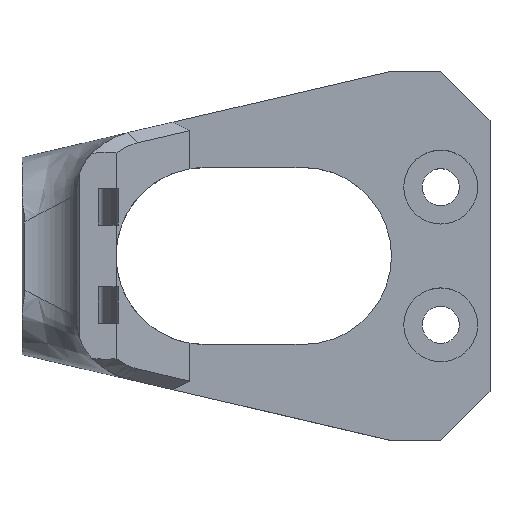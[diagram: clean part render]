
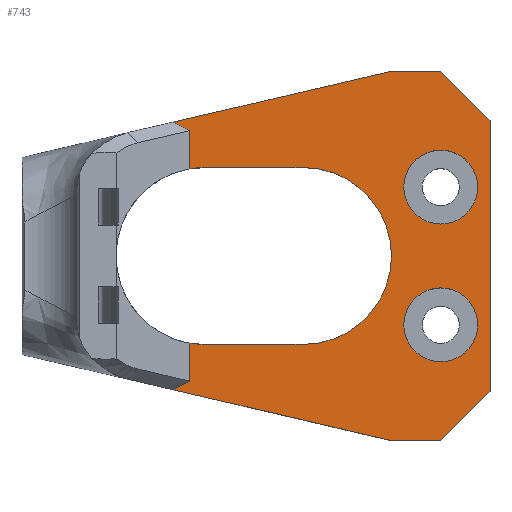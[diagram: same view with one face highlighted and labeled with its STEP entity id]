
A CAD part, top view. The second image highlights one B-rep face of the part: STEP entity #743.
In plain terms, the highlighted planar face has unit normal (0, 0, 1).
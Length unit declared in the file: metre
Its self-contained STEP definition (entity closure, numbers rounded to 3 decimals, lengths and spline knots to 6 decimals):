
#27=CIRCLE('',#798,0.003);
#28=CIRCLE('',#799,0.003);
#29=CIRCLE('',#800,0.00718);
#30=CIRCLE('',#801,0.00718);
#31=CIRCLE('',#802,0.00718);
#108=ORIENTED_EDGE('',*,*,#326,.F.);
#109=ORIENTED_EDGE('',*,*,#327,.F.);
#110=ORIENTED_EDGE('',*,*,#328,.F.);
#111=ORIENTED_EDGE('',*,*,#329,.T.);
#112=ORIENTED_EDGE('',*,*,#330,.F.);
#113=ORIENTED_EDGE('',*,*,#331,.T.);
#114=ORIENTED_EDGE('',*,*,#332,.T.);
#115=ORIENTED_EDGE('',*,*,#333,.T.);
#116=ORIENTED_EDGE('',*,*,#334,.T.);
#117=ORIENTED_EDGE('',*,*,#335,.F.);
#118=ORIENTED_EDGE('',*,*,#336,.T.);
#119=ORIENTED_EDGE('',*,*,#337,.T.);
#120=ORIENTED_EDGE('',*,*,#338,.T.);
#121=ORIENTED_EDGE('',*,*,#321,.T.);
#122=ORIENTED_EDGE('',*,*,#339,.T.);
#123=ORIENTED_EDGE('',*,*,#340,.F.);
#124=ORIENTED_EDGE('',*,*,#341,.F.);
#125=ORIENTED_EDGE('',*,*,#342,.T.);
#321=EDGE_CURVE('',#431,#430,#499,.T.);
#326=EDGE_CURVE('',#434,#434,#27,.T.);
#327=EDGE_CURVE('',#435,#435,#28,.T.);
#328=EDGE_CURVE('',#436,#437,#503,.T.);
#329=EDGE_CURVE('',#436,#438,#504,.F.);
#330=EDGE_CURVE('',#439,#438,#505,.T.);
#331=EDGE_CURVE('',#439,#440,#506,.T.);
#332=EDGE_CURVE('',#440,#441,#507,.T.);
#333=EDGE_CURVE('',#441,#442,#508,.T.);
#334=EDGE_CURVE('',#442,#443,#29,.T.);
#335=EDGE_CURVE('',#444,#443,#509,.T.);
#336=EDGE_CURVE('',#444,#445,#30,.T.);
#337=EDGE_CURVE('',#445,#446,#510,.T.);
#338=EDGE_CURVE('',#446,#431,#31,.T.);
#339=EDGE_CURVE('',#430,#447,#511,.F.);
#340=EDGE_CURVE('',#448,#447,#512,.T.);
#341=EDGE_CURVE('',#449,#448,#513,.T.);
#342=EDGE_CURVE('',#449,#437,#514,.F.);
#430=VERTEX_POINT('',#1139);
#431=VERTEX_POINT('',#1141);
#434=VERTEX_POINT('',#1150);
#435=VERTEX_POINT('',#1152);
#436=VERTEX_POINT('',#1154);
#437=VERTEX_POINT('',#1155);
#438=VERTEX_POINT('',#1157);
#439=VERTEX_POINT('',#1159);
#440=VERTEX_POINT('',#1161);
#441=VERTEX_POINT('',#1163);
#442=VERTEX_POINT('',#1165);
#443=VERTEX_POINT('',#1167);
#444=VERTEX_POINT('',#1169);
#445=VERTEX_POINT('',#1171);
#446=VERTEX_POINT('',#1173);
#447=VERTEX_POINT('',#1176);
#448=VERTEX_POINT('',#1178);
#449=VERTEX_POINT('',#1180);
#499=LINE('',#1140,#566);
#503=LINE('',#1153,#570);
#504=LINE('',#1156,#571);
#505=LINE('',#1158,#572);
#506=LINE('',#1160,#573);
#507=LINE('',#1162,#574);
#508=LINE('',#1164,#575);
#509=LINE('',#1168,#576);
#510=LINE('',#1172,#577);
#511=LINE('',#1175,#578);
#512=LINE('',#1177,#579);
#513=LINE('',#1179,#580);
#514=LINE('',#1181,#581);
#566=VECTOR('',#888,1.);
#570=VECTOR('',#900,1.);
#571=VECTOR('',#901,1.);
#572=VECTOR('',#902,1.);
#573=VECTOR('',#903,1.);
#574=VECTOR('',#904,1.);
#575=VECTOR('',#905,1.);
#576=VECTOR('',#908,1.);
#577=VECTOR('',#911,1.);
#578=VECTOR('',#914,1.);
#579=VECTOR('',#915,1.);
#580=VECTOR('',#916,1.);
#581=VECTOR('',#917,1.);
#614=EDGE_LOOP('',(#108));
#615=EDGE_LOOP('',(#109));
#616=EDGE_LOOP('',(#110,#111,#112,#113,#114,#115,#116,#117,#118,#119,#120,
#121,#122,#123,#124,#125));
#667=FACE_BOUND('',#614,.T.);
#668=FACE_BOUND('',#615,.T.);
#669=FACE_BOUND('',#616,.T.);
#718=PLANE('',#797);
#743=ADVANCED_FACE('',(#667,#668,#669),#718,.T.);
#797=AXIS2_PLACEMENT_3D('',#1148,#894,#895);
#798=AXIS2_PLACEMENT_3D('',#1149,#896,#897);
#799=AXIS2_PLACEMENT_3D('',#1151,#898,#899);
#800=AXIS2_PLACEMENT_3D('',#1166,#906,#907);
#801=AXIS2_PLACEMENT_3D('',#1170,#909,#910);
#802=AXIS2_PLACEMENT_3D('',#1174,#912,#913);
#888=DIRECTION('',(0.,-1.,0.));
#894=DIRECTION('',(0.,0.,1.));
#895=DIRECTION('',(1.,0.,0.));
#896=DIRECTION('',(0.,0.,1.));
#897=DIRECTION('',(1.,0.,0.));
#898=DIRECTION('',(0.,0.,1.));
#899=DIRECTION('',(1.,0.,0.));
#900=DIRECTION('',(0.,-1.,0.));
#901=DIRECTION('',(0.707,-0.707,0.));
#902=DIRECTION('',(1.,0.,0.));
#903=DIRECTION('',(-0.974,-0.227,0.));
#904=DIRECTION('',(0.897,-0.442,0.));
#905=DIRECTION('',(0.,-1.,0.));
#906=DIRECTION('',(0.,0.,-1.));
#907=DIRECTION('',(1.,0.,0.));
#908=DIRECTION('',(-1.,0.,0.));
#909=DIRECTION('',(0.,0.,-1.));
#910=DIRECTION('',(1.,0.,0.));
#911=DIRECTION('',(-1.,0.,0.));
#912=DIRECTION('',(0.,0.,-1.));
#913=DIRECTION('',(1.,0.,0.));
#914=DIRECTION('',(0.897,0.442,0.));
#915=DIRECTION('',(-0.974,0.227,0.));
#916=DIRECTION('',(-1.,0.,0.));
#917=DIRECTION('',(-0.707,-0.707,0.));
#1139=CARTESIAN_POINT('',(-0.00918,-0.010169,0.005));
#1140=CARTESIAN_POINT('',(-0.00918,-0.009783,0.005));
#1141=CARTESIAN_POINT('',(-0.00918,-0.007083,0.005));
#1148=CARTESIAN_POINT('',(0.024972,0.,0.005));
#1149=CARTESIAN_POINT('',(0.01118,0.00559,0.005));
#1150=CARTESIAN_POINT('',(0.01418,0.00559,0.005));
#1151=CARTESIAN_POINT('',(0.01118,-0.00559,0.005));
#1152=CARTESIAN_POINT('',(0.01418,-0.00559,0.005));
#1153=CARTESIAN_POINT('',(0.01518,-0.014202,0.005));
#1154=CARTESIAN_POINT('',(0.01518,0.011,0.005));
#1155=CARTESIAN_POINT('',(0.01518,-0.011,0.005));
#1156=CARTESIAN_POINT('',(0.025576,0.000604,0.005));
#1157=CARTESIAN_POINT('',(0.01118,0.015,0.005));
#1158=CARTESIAN_POINT('',(0.01118,0.015,0.005));
#1159=CARTESIAN_POINT('',(0.00718,0.015,0.005));
#1160=CARTESIAN_POINT('',(-0.00782,0.0115,0.005));
#1161=CARTESIAN_POINT('',(-0.010576,0.010857,0.005));
#1162=CARTESIAN_POINT('',(-0.009569,0.01036,0.005));
#1163=CARTESIAN_POINT('',(-0.00918,0.010169,0.005));
#1164=CARTESIAN_POINT('',(-0.00918,0.,0.005));
#1165=CARTESIAN_POINT('',(-0.00918,0.007083,0.005));
#1166=CARTESIAN_POINT('',(-0.008,0.,0.005));
#1167=CARTESIAN_POINT('',(-0.008,0.00718,0.005));
#1168=CARTESIAN_POINT('',(-0.004,0.00718,0.005));
#1169=CARTESIAN_POINT('',(0.,0.00718,0.005));
#1170=CARTESIAN_POINT('',(0.,0.,0.005));
#1171=CARTESIAN_POINT('',(0.,-0.00718,0.005));
#1172=CARTESIAN_POINT('',(-0.004,-0.00718,0.005));
#1173=CARTESIAN_POINT('',(-0.008,-0.00718,0.005));
#1174=CARTESIAN_POINT('',(-0.008,0.,0.005));
#1175=CARTESIAN_POINT('',(-0.009569,-0.01036,0.005));
#1176=CARTESIAN_POINT('',(-0.010576,-0.010857,0.005));
#1177=CARTESIAN_POINT('',(-0.00782,-0.0115,0.005));
#1178=CARTESIAN_POINT('',(0.00718,-0.015,0.005));
#1179=CARTESIAN_POINT('',(0.01118,-0.015,0.005));
#1180=CARTESIAN_POINT('',(0.01118,-0.015,0.005));
#1181=CARTESIAN_POINT('',(0.025576,-0.000604,0.005));
